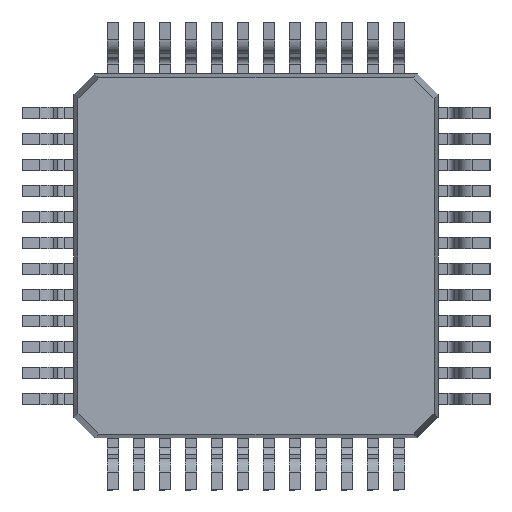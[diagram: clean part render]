
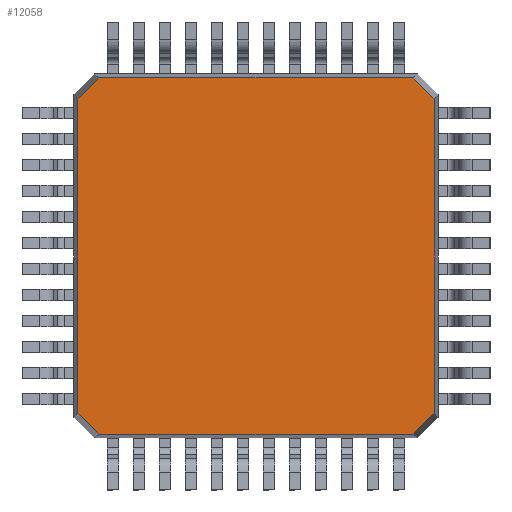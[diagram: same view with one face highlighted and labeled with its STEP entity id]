
A CAD part, front view. The second image highlights one B-rep face of the part: STEP entity #12058.
In plain terms, the highlighted planar face has unit normal (0, -1, 0).
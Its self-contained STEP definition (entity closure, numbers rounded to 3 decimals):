
#120 = CARTESIAN_POINT ( 'NONE',  ( -3.02, 0.2, -3.423 ) ) ;
#144 = EDGE_CURVE ( 'NONE', #4542, #341, #5875, .T. ) ;
#341 = VERTEX_POINT ( 'NONE', #14873 ) ;
#388 = EDGE_CURVE ( 'NONE', #341, #2984, #18631, .T. ) ;
#650 = ORIENTED_EDGE ( 'NONE', *, *, #388, .T. ) ;
#1439 = VECTOR ( 'NONE', #19433, 1000. ) ;
#1624 = DIRECTION ( 'NONE',  ( -0.707, 0., -0.707 ) ) ;
#2579 = DIRECTION ( 'NONE',  ( 0., -1., 0. ) ) ;
#2984 = VERTEX_POINT ( 'NONE', #5676 ) ;
#3133 = EDGE_CURVE ( 'NONE', #7408, #15771, #14376, .T. ) ;
#4542 = VERTEX_POINT ( 'NONE', #18239 ) ;
#4634 = DIRECTION ( 'NONE',  ( 0., 0., -1. ) ) ;
#5631 = AXIS2_PLACEMENT_3D ( 'NONE', #21380, #2579, #9480 ) ;
#5676 = CARTESIAN_POINT ( 'NONE',  ( -3.423, 0.2, 3.02 ) ) ;
#5875 = LINE ( 'NONE', #12661, #1439 ) ;
#5905 = DIRECTION ( 'NONE',  ( 0., 0., 1. ) ) ;
#6286 = VERTEX_POINT ( 'NONE', #12343 ) ;
#6753 = VECTOR ( 'NONE', #10373, 1000. ) ;
#7124 = VECTOR ( 'NONE', #4634, 1000. ) ;
#7147 = ORIENTED_EDGE ( 'NONE', *, *, #3133, .T. ) ;
#7150 = LINE ( 'NONE', #17148, #21314 ) ;
#7266 = DIRECTION ( 'NONE',  ( 0.707, 0., -0.707 ) ) ;
#7408 = VERTEX_POINT ( 'NONE', #13701 ) ;
#7419 = EDGE_CURVE ( 'NONE', #14896, #6286, #18674, .T. ) ;
#7678 = CARTESIAN_POINT ( 'NONE',  ( 3.423, 0.2, 3.02 ) ) ;
#7816 = ORIENTED_EDGE ( 'NONE', *, *, #8227, .T. ) ;
#8227 = EDGE_CURVE ( 'NONE', #6286, #7408, #13420, .T. ) ;
#8318 = LINE ( 'NONE', #13332, #7124 ) ;
#8741 = DIRECTION ( 'NONE',  ( 0.707, 0., 0.707 ) ) ;
#9024 = CARTESIAN_POINT ( 'NONE',  ( -3.423, 0.2, -3.02 ) ) ;
#9306 = VECTOR ( 'NONE', #8741, 1000. ) ;
#9480 = DIRECTION ( 'NONE',  ( 0., 0., -1. ) ) ;
#10179 = CARTESIAN_POINT ( 'NONE',  ( 3.222, 0.2, -3.222 ) ) ;
#10373 = DIRECTION ( 'NONE',  ( -0.707, 0., 0.707 ) ) ;
#10699 = CARTESIAN_POINT ( 'NONE',  ( 3.222, 0.2, 3.222 ) ) ;
#11008 = ORIENTED_EDGE ( 'NONE', *, *, #14466, .T. ) ;
#11855 = CARTESIAN_POINT ( 'NONE',  ( -3.222, 0.2, 3.222 ) ) ;
#12014 = DIRECTION ( 'NONE',  ( 1., 0., 0. ) ) ;
#12058 = ADVANCED_FACE ( 'NONE', ( #14715 ), #18139, .T. ) ;
#12259 = LINE ( 'NONE', #10699, #6753 ) ;
#12268 = VERTEX_POINT ( 'NONE', #9024 ) ;
#12343 = CARTESIAN_POINT ( 'NONE',  ( 3.02, 0.2, -3.423 ) ) ;
#12661 = CARTESIAN_POINT ( 'NONE',  ( 3.5, 0.2, 3.423 ) ) ;
#13332 = CARTESIAN_POINT ( 'NONE',  ( -3.423, 0.2, 3.5 ) ) ;
#13420 = LINE ( 'NONE', #10179, #9306 ) ;
#13701 = CARTESIAN_POINT ( 'NONE',  ( 3.423, 0.2, -3.02 ) ) ;
#13966 = VECTOR ( 'NONE', #5905, 1000. ) ;
#14376 = LINE ( 'NONE', #21474, #13966 ) ;
#14440 = EDGE_CURVE ( 'NONE', #12268, #14896, #7150, .T. ) ;
#14466 = EDGE_CURVE ( 'NONE', #15771, #4542, #12259, .T. ) ;
#14715 = FACE_OUTER_BOUND ( 'NONE', #16967, .T. ) ;
#14873 = CARTESIAN_POINT ( 'NONE',  ( -3.02, 0.2, 3.423 ) ) ;
#14896 = VERTEX_POINT ( 'NONE', #120 ) ;
#15064 = EDGE_CURVE ( 'NONE', #2984, #12268, #8318, .T. ) ;
#15771 = VERTEX_POINT ( 'NONE', #7678 ) ;
#16359 = VECTOR ( 'NONE', #12014, 1000. ) ;
#16967 = EDGE_LOOP ( 'NONE', ( #18886, #7816, #7147, #11008, #20848, #650, #17711, #18361 ) ) ;
#17148 = CARTESIAN_POINT ( 'NONE',  ( -3.222, 0.2, -3.222 ) ) ;
#17711 = ORIENTED_EDGE ( 'NONE', *, *, #15064, .T. ) ;
#18139 = PLANE ( 'NONE',  #5631 ) ;
#18239 = CARTESIAN_POINT ( 'NONE',  ( 3.02, 0.2, 3.423 ) ) ;
#18361 = ORIENTED_EDGE ( 'NONE', *, *, #14440, .T. ) ;
#18631 = LINE ( 'NONE', #11855, #19918 ) ;
#18674 = LINE ( 'NONE', #20468, #16359 ) ;
#18886 = ORIENTED_EDGE ( 'NONE', *, *, #7419, .T. ) ;
#19433 = DIRECTION ( 'NONE',  ( -1., 0., 0. ) ) ;
#19918 = VECTOR ( 'NONE', #1624, 1000. ) ;
#20468 = CARTESIAN_POINT ( 'NONE',  ( -3.5, 0.2, -3.423 ) ) ;
#20848 = ORIENTED_EDGE ( 'NONE', *, *, #144, .T. ) ;
#21314 = VECTOR ( 'NONE', #7266, 1000. ) ;
#21380 = CARTESIAN_POINT ( 'NONE',  ( 0., 0.2, 0. ) ) ;
#21474 = CARTESIAN_POINT ( 'NONE',  ( 3.423, 0.2, -3.5 ) ) ;
